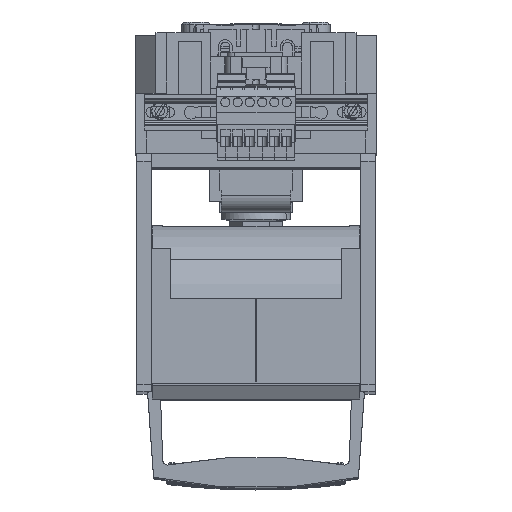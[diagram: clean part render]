
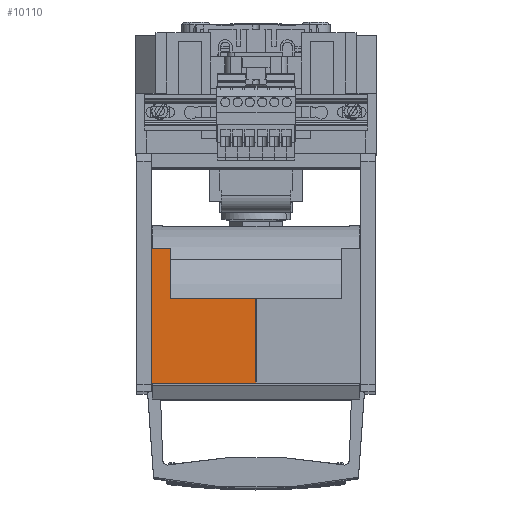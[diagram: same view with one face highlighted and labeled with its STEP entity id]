
A CAD part, top view. The second image highlights one B-rep face of the part: STEP entity #10110.
In plain terms, the highlighted planar face has unit normal (0, 0, 1).
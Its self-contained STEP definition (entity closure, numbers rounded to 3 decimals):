
#10074=AXIS2_PLACEMENT_3D('Plane Axis2P3D',#10071,#10072,#10073) ;
#3372=CARTESIAN_POINT('Vertex',(-43.5,-149.405,279.4)) ;
#3375=CARTESIAN_POINT('Line Origine',(-43.5,-121.413,279.4)) ;
#3379=CARTESIAN_POINT('Vertex',(-43.5,-93.421,279.4)) ;
#10056=CARTESIAN_POINT('Vertex',(-0.002,-149.405,279.4)) ;
#10059=CARTESIAN_POINT('Line Origine',(-21.751,-149.405,279.4)) ;
#10071=CARTESIAN_POINT('Axis2P3D Location',(43.5,-149.405,279.4)) ;
#10076=CARTESIAN_POINT('Line Origine',(0.,-93.421,279.4)) ;
#10080=CARTESIAN_POINT('Vertex',(-35.5,-93.421,279.4)) ;
#10083=CARTESIAN_POINT('Line Origine',(-0.002,-121.413,279.4)) ;
#10087=CARTESIAN_POINT('Vertex',(-0.002,-114.412,279.4)) ;
#10090=CARTESIAN_POINT('Line Origine',(0.,-114.412,279.4)) ;
#10094=CARTESIAN_POINT('Vertex',(-35.5,-114.412,279.4)) ;
#10097=CARTESIAN_POINT('Line Origine',(-35.5,-121.413,279.4)) ;
#3376=DIRECTION('Vector Direction',(0.,-1.,0.)) ;
#10060=DIRECTION('Vector Direction',(1.,0.,0.)) ;
#10072=DIRECTION('Axis2P3D Direction',(-0.,0.,-1.)) ;
#10073=DIRECTION('Axis2P3D XDirection',(-1.,0.,0.)) ;
#10077=DIRECTION('Vector Direction',(-1.,0.,0.)) ;
#10084=DIRECTION('Vector Direction',(0.,1.,0.)) ;
#10091=DIRECTION('Vector Direction',(-1.,0.,0.)) ;
#10098=DIRECTION('Vector Direction',(0.,1.,0.)) ;
#3377=VECTOR('Line Direction',#3376,1.) ;
#10061=VECTOR('Line Direction',#10060,1.) ;
#10078=VECTOR('Line Direction',#10077,1.) ;
#10085=VECTOR('Line Direction',#10084,1.) ;
#10092=VECTOR('Line Direction',#10091,1.) ;
#10099=VECTOR('Line Direction',#10098,1.) ;
#10103=ORIENTED_EDGE('',*,*,#10082,.F.) ;
#10104=ORIENTED_EDGE('',*,*,#3381,.T.) ;
#10105=ORIENTED_EDGE('',*,*,#10063,.T.) ;
#10106=ORIENTED_EDGE('',*,*,#10089,.F.) ;
#10107=ORIENTED_EDGE('',*,*,#10096,.F.) ;
#10108=ORIENTED_EDGE('',*,*,#10101,.T.) ;
#10110=ADVANCED_FACE('802870_L03_Leistendeckel/ Oberteil D-SL10/3x',(#10109),#10075,.F.) ;
#3381=EDGE_CURVE('',#3380,#3373,#3378,.T.) ;
#10063=EDGE_CURVE('',#3373,#10057,#10062,.T.) ;
#10082=EDGE_CURVE('',#3380,#10081,#10079,.F.) ;
#10089=EDGE_CURVE('',#10088,#10057,#10086,.F.) ;
#10096=EDGE_CURVE('',#10095,#10088,#10093,.F.) ;
#10101=EDGE_CURVE('',#10095,#10081,#10100,.T.) ;
#10102=EDGE_LOOP('',(#10103,#10104,#10105,#10106,#10107,#10108)) ;
#10109=FACE_OUTER_BOUND('',#10102,.T.) ;
#3378=LINE('Line',#3375,#3377) ;
#10062=LINE('Line',#10059,#10061) ;
#10079=LINE('Line',#10076,#10078) ;
#10086=LINE('Line',#10083,#10085) ;
#10093=LINE('Line',#10090,#10092) ;
#10100=LINE('Line',#10097,#10099) ;
#10075=PLANE('Plane',#10074) ;
#3373=VERTEX_POINT('',#3372) ;
#3380=VERTEX_POINT('',#3379) ;
#10057=VERTEX_POINT('',#10056) ;
#10081=VERTEX_POINT('',#10080) ;
#10088=VERTEX_POINT('',#10087) ;
#10095=VERTEX_POINT('',#10094) ;
